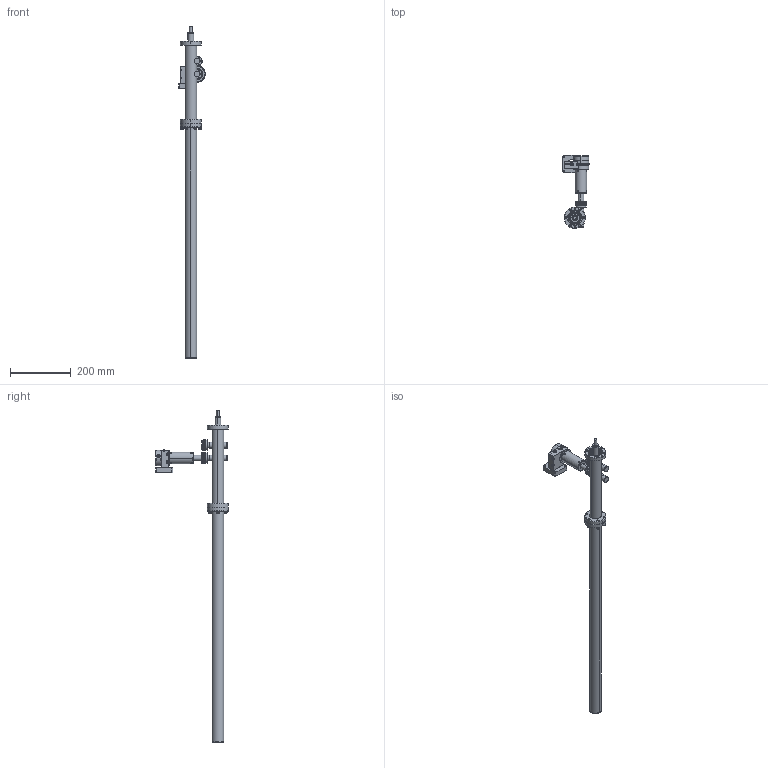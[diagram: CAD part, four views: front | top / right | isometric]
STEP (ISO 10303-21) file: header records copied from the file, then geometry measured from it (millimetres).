
FILE_DESCRIPTION (( 'STEP AP214' ), '1' );
FILE_NAME ('QN109647-01, RPL-.75-30_MDR-W ASSEMBLY.STEP', '2017-08-08T14:54:55', ( 'My Thermionics' ), ( '' ), 'SwSTEP 2.0', 'SolidWorks 2010', '' );
FILE_SCHEMA (( 'AUTOMOTIVE_DESIGN' ));
Length unit declared in the file: inch
Products named in the file (1): QN109647-01, RPL-.75-30_MDR-W ASSEMBLY
Bounding box: 86.78 x 239.52 x 1090.26 mm (x, y, z)
Surface area: 281327.3 mm2 (no closed solid volume)
Topology: 0 solids, 98 shells, 729 faces, 3108 edges, 2367 vertices
Faces by surface type: plane 332, cylinder 225, cone 108, torus 64
Entity records: 44512 total; most frequent: CARTESIAN_POINT 9621, DIRECTION 5539, ORIENTED_EDGE 4385, EDGE_CURVE 3096, VERTEX_POINT 2367, AXIS2_PLACEMENT_3D 1966, LINE 1607, VECTOR 1607
